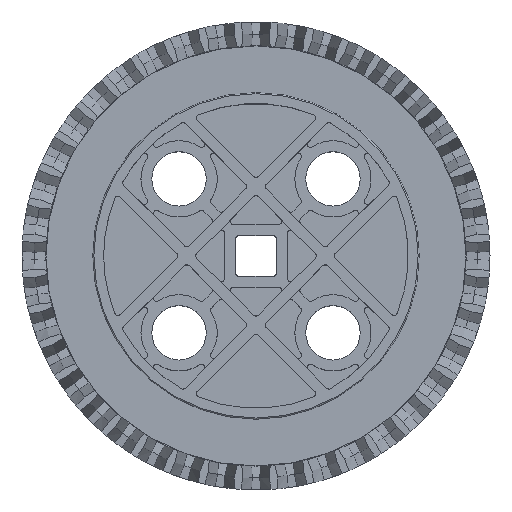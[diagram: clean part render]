
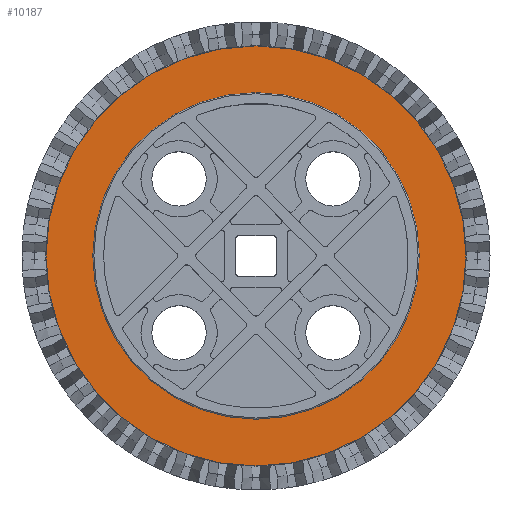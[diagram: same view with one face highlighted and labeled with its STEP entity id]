
A CAD part, top view. The second image highlights one B-rep face of the part: STEP entity #10187.
In plain terms, the highlighted planar face has unit normal (0, 0, 1).
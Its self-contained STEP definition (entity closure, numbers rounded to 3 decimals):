
#282 = CARTESIAN_POINT ( 'NONE',  ( 15., 0., 3.4 ) ) ;
#483 = CARTESIAN_POINT ( 'NONE',  ( 0., 0., 3.4 ) ) ;
#781 = ORIENTED_EDGE ( 'NONE', *, *, #21947, .F. ) ;
#1424 = CARTESIAN_POINT ( 'NONE',  ( -15., 0., 3.4 ) ) ;
#1887 = DIRECTION ( 'NONE',  ( 1., 0., 0. ) ) ;
#2096 = EDGE_CURVE ( 'NONE', #15981, #15632, #17130, .T. ) ;
#2190 = DIRECTION ( 'NONE',  ( 0., 0., 1. ) ) ;
#2239 = EDGE_CURVE ( 'NONE', #7515, #13554, #3962, .T. ) ;
#3580 = DIRECTION ( 'NONE',  ( 0., 0., -1. ) ) ;
#3962 = CIRCLE ( 'NONE', #19323, 15. ) ;
#4406 = CIRCLE ( 'NONE', #22427, 15. ) ;
#5184 = PLANE ( 'NONE',  #20416 ) ;
#7515 = VERTEX_POINT ( 'NONE', #282 ) ;
#9032 = FACE_OUTER_BOUND ( 'NONE', #20153, .T. ) ;
#9212 = ORIENTED_EDGE ( 'NONE', *, *, #2239, .F. ) ;
#9372 = ORIENTED_EDGE ( 'NONE', *, *, #2096, .F. ) ;
#10187 = ADVANCED_FACE ( 'NONE', ( #23740, #9032 ), #5184, .T. ) ;
#10601 = DIRECTION ( 'NONE',  ( 1., 0., 0. ) ) ;
#11893 = DIRECTION ( 'NONE',  ( 1., 0., 0. ) ) ;
#12786 = CIRCLE ( 'NONE', #17167, 19.3 ) ;
#13420 = CARTESIAN_POINT ( 'NONE',  ( 0., 0., 3.4 ) ) ;
#13554 = VERTEX_POINT ( 'NONE', #1424 ) ;
#14051 = CARTESIAN_POINT ( 'NONE',  ( 0., 0., 3.4 ) ) ;
#14798 = CARTESIAN_POINT ( 'NONE',  ( 19.3, 0., 3.4 ) ) ;
#14955 = AXIS2_PLACEMENT_3D ( 'NONE', #14051, #3580, #1887 ) ;
#15213 = DIRECTION ( 'NONE',  ( 0., 0., 1. ) ) ;
#15632 = VERTEX_POINT ( 'NONE', #17700 ) ;
#15981 = VERTEX_POINT ( 'NONE', #14798 ) ;
#17130 = CIRCLE ( 'NONE', #14955, 19.3 ) ;
#17167 = AXIS2_PLACEMENT_3D ( 'NONE', #26332, #26607, #11893 ) ;
#17535 = DIRECTION ( 'NONE',  ( 0., 0., 1. ) ) ;
#17700 = CARTESIAN_POINT ( 'NONE',  ( -19.3, 0., 3.4 ) ) ;
#17737 = EDGE_LOOP ( 'NONE', ( #781, #9212 ) ) ;
#19323 = AXIS2_PLACEMENT_3D ( 'NONE', #483, #15213, #21676 ) ;
#20153 = EDGE_LOOP ( 'NONE', ( #22617, #9372 ) ) ;
#20416 = AXIS2_PLACEMENT_3D ( 'NONE', #13420, #17535, #26214 ) ;
#21676 = DIRECTION ( 'NONE',  ( 1., 0., 0. ) ) ;
#21947 = EDGE_CURVE ( 'NONE', #13554, #7515, #4406, .T. ) ;
#22427 = AXIS2_PLACEMENT_3D ( 'NONE', #22975, #2190, #10601 ) ;
#22617 = ORIENTED_EDGE ( 'NONE', *, *, #22909, .F. ) ;
#22909 = EDGE_CURVE ( 'NONE', #15632, #15981, #12786, .T. ) ;
#22975 = CARTESIAN_POINT ( 'NONE',  ( 0., 0., 3.4 ) ) ;
#23740 = FACE_BOUND ( 'NONE', #17737, .T. ) ;
#26214 = DIRECTION ( 'NONE',  ( 1., 0., 0. ) ) ;
#26332 = CARTESIAN_POINT ( 'NONE',  ( 0., 0., 3.4 ) ) ;
#26607 = DIRECTION ( 'NONE',  ( 0., 0., -1. ) ) ;
